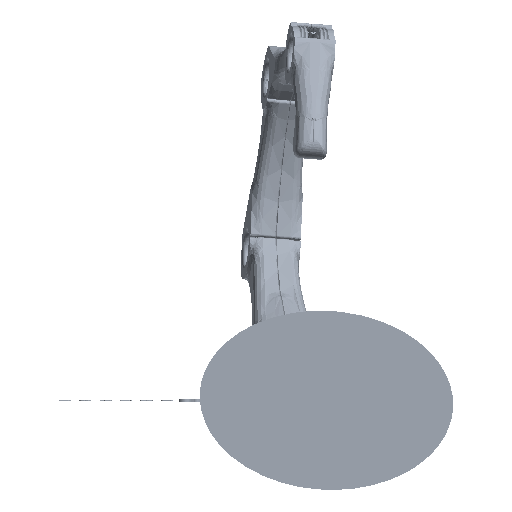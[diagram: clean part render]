
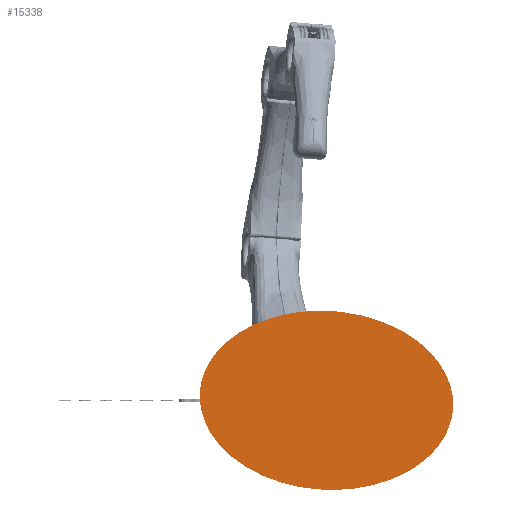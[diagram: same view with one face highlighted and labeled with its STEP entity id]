
A CAD part, left-side view. The second image highlights one B-rep face of the part: STEP entity #15338.
In plain terms, the highlighted free-form (B-spline) face has degree [1, 1] with [2, 2] control points.
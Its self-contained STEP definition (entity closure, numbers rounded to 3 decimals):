
#15111 = EDGE_CURVE('',#15112,#15114,#15116,.T.);
#15112 = VERTEX_POINT('',#15113);
#15113 = CARTESIAN_POINT('',(-187.52,46.796,
    4.1));
#15114 = VERTEX_POINT('',#15115);
#15115 = CARTESIAN_POINT('',(-187.52,-46.796,
    -4.1));
#15116 = ( BOUNDED_CURVE() B_SPLINE_CURVE(3,(#15117,#15118,#15119,#15120
),.UNSPECIFIED.,.F.,.F.) B_SPLINE_CURVE_WITH_KNOTS((4,4),(
0.033,3.174),.PIECEWISE_BEZIER_KNOTS.) CURVE() 
GEOMETRIC_REPRESENTATION_ITEM() RATIONAL_B_SPLINE_CURVE((1.,
0.333,0.333,1.)) REPRESENTATION_ITEM('') );
#15117 = CARTESIAN_POINT('',(-187.52,46.796,
    4.1));
#15118 = CARTESIAN_POINT('',(-187.52,39.472,
    70.037));
#15119 = CARTESIAN_POINT('',(-187.52,-54.119,
    61.838));
#15120 = CARTESIAN_POINT('',(-187.52,-46.796,
    -4.1));
#15338 = ADVANCED_FACE('',(#15339),#15352,.F.);
#15339 = FACE_BOUND('',#15340,.T.);
#15340 = EDGE_LOOP('',(#15341,#15342));
#15341 = ORIENTED_EDGE('',*,*,#15111,.F.);
#15342 = ORIENTED_EDGE('',*,*,#15343,.F.);
#15343 = EDGE_CURVE('',#15114,#15112,#15344,.T.);
#15344 = ( BOUNDED_CURVE() B_SPLINE_CURVE(3,(#15345,#15346,#15347,#15348
    ,#15349,#15350,#15351),.UNSPECIFIED.,.F.,.F.) 
B_SPLINE_CURVE_WITH_KNOTS((4,3,4),(3.174,4.745,
6.316),.PIECEWISE_BEZIER_KNOTS.) CURVE() 
GEOMETRIC_REPRESENTATION_ITEM() RATIONAL_B_SPLINE_CURVE((1.,
    0.805,0.805,1.,0.805,0.805,1.)) 
REPRESENTATION_ITEM('') );
#15345 = CARTESIAN_POINT('',(-187.52,-46.796,
    -4.1));
#15346 = CARTESIAN_POINT('',(-187.52,-44.65,
    -23.412));
#15347 = CARTESIAN_POINT('',(-187.52,-23.75,
    -35.37));
#15348 = CARTESIAN_POINT('',(-187.52,3.662,
    -32.969));
#15349 = CARTESIAN_POINT('',(-187.52,31.074,
    -30.568));
#15350 = CARTESIAN_POINT('',(-187.52,48.94,
    -15.213));
#15351 = CARTESIAN_POINT('',(-187.52,46.796,
    4.1));
#15352 = B_SPLINE_SURFACE_WITH_KNOTS('',1,1,(
    (#15353,#15354)
    ,(#15355,#15356
    )),.UNSPECIFIED.,.F.,.F.,.F.,(2,2),(2,2),(-77.735,
    39.258),(-60.067,54.319),
  .PIECEWISE_BEZIER_KNOTS.);
#15353 = CARTESIAN_POINT('',(-187.52,-54.119,
    70.037));
#15354 = CARTESIAN_POINT('',(-187.52,48.94,
    70.037));
#15355 = CARTESIAN_POINT('',(-187.52,-54.119,
    -35.37));
#15356 = CARTESIAN_POINT('',(-187.52,48.94,
    -35.37));
